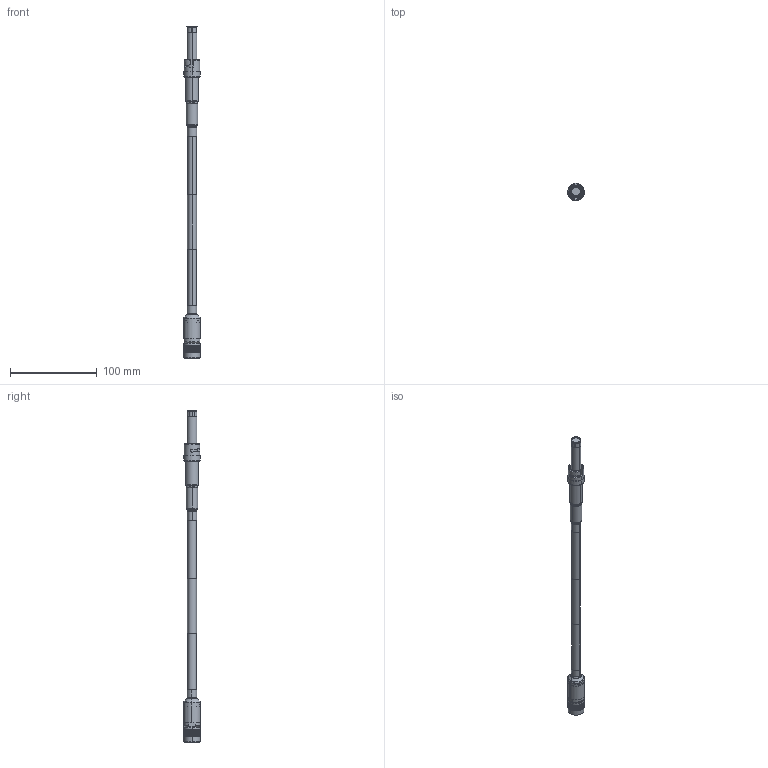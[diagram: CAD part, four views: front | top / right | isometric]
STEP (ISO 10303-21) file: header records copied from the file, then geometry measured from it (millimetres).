
FILE_DESCRIPTION (( 'STEP AP214' ), '1' );
FILE_NAME ('FMCA9793_3D.step', '2024-07-29T14:45:29', ( '' ), ( '' ), 'SwSTEP 2.0', 'SolidWorks 2022', '' );
FILE_SCHEMA (( 'AUTOMOTIVE_DESIGN' ));
Length unit declared in the file: metre
Products named in the file (6): RG213-PROD_RG213_GID 230180; Copy of Heat Shrink^FMCA9793; Copy of Heat Shrink^FMCA9793_1" Long; FMCN45903; FMCA9793_3D; FMCN45841
Assembly tree (5 placements, depth 2):
  FMCA9793_3D
    RG213-PROD_RG213_GID 230180
    FMCN45841
    FMCN45903
    Copy of Heat Shrink^FMCA9793
    Copy of Heat Shrink^FMCA9793_1" Long
Bounding box: 19.56 x 19.56 x 383.32 mm (x, y, z)
Volume: 45500.6 mm3; surface area: 30292.7 mm2
Topology: 6 solids, 6 shells, 4204 faces, 8765 edges, 4600 vertices
Faces by surface type: bspline 3155, cylinder 855, plane 107, cone 67, torus 20
Entity records: 195647 total; most frequent: CARTESIAN_POINT 140901, ORIENTED_EDGE 17530, EDGE_CURVE 8765, VERTEX_POINT 4600, EDGE_LOOP 4235, FACE_OUTER_BOUND 4204, ADVANCED_FACE 4204, B_SPLINE_CURVE_WITH_KNOTS 3619
